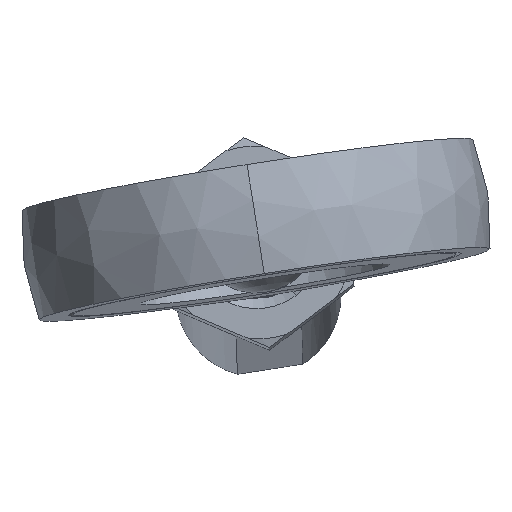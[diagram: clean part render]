
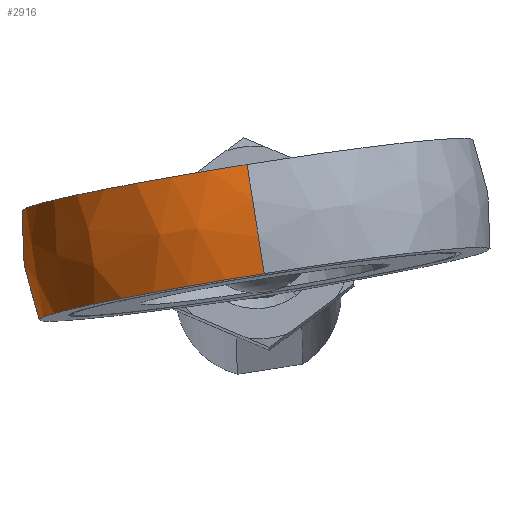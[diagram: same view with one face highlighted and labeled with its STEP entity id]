
A CAD part, front view. The second image highlights one B-rep face of the part: STEP entity #2916.
In plain terms, the highlighted free-form (B-spline) face has degree [3, 3] with [4, 4] control points.
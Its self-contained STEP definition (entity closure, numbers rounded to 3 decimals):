
#175 = CARTESIAN_POINT ( 'NONE',  ( 10.636, 0.594, 8.581 ) ) ;
#206 = EDGE_CURVE ( 'NONE', #6174, #5150, #1992, .T. ) ;
#316 = CARTESIAN_POINT ( 'NONE',  ( -0.239, 1.986, 0. ) ) ;
#782 = AXIS2_PLACEMENT_3D ( 'NONE', #925, #1868, #3476 ) ;
#853 = CARTESIAN_POINT ( 'NONE',  ( 0.239, -1.986, 8.261 ) ) ;
#925 = CARTESIAN_POINT ( 'NONE',  ( 0.239, -1.986, 0. ) ) ;
#1016 = CARTESIAN_POINT ( 'NONE',  ( 13.386, 2.294, -1.638 ) ) ;
#1068 = CARTESIAN_POINT ( 'NONE',  ( 4.879, 0.587, -6.936 ) ) ;
#1076 = FACE_OUTER_BOUND ( 'NONE', #4954, .T. ) ;
#1083 = ORIENTED_EDGE ( 'NONE', *, *, #2645, .T. ) ;
#1132 = CARTESIAN_POINT ( 'NONE',  ( 13.204, -0.427, -1.577 ) ) ;
#1210 = VERTEX_POINT ( 'NONE', #5087 ) ;
#1229 = CARTESIAN_POINT ( 'NONE',  ( 4.217, 2.521, -6.936 ) ) ;
#1261 = DIRECTION ( 'NONE',  ( 0.993, 0.119, 0. ) ) ;
#1417 = EDGE_CURVE ( 'NONE', #5125, #1210, #5716, .T. ) ;
#1500 = AXIS2_PLACEMENT_3D ( 'NONE', #316, #3780, #5750 ) ;
#1868 = DIRECTION ( 'NONE',  ( -0.119, 0.993, 0. ) ) ;
#1893 = ORIENTED_EDGE ( 'NONE', *, *, #206, .T. ) ;
#1940 =( BOUNDED_SURFACE ( )  B_SPLINE_SURFACE ( 3, 3, ( 
 ( #4083, #3671, #3609, #4617 ),
 ( #2545, #6119, #1016, #5668 ),
 ( #5183, #175, #2182, #2051 ),
 ( #4587, #3701, #1132, #3053 ) ),
 .UNSPECIFIED., .F., .F., .T. ) 
 B_SPLINE_SURFACE_WITH_KNOTS ( ( 4, 4 ),
 ( 4, 4 ),
 ( 0., 1. ),
 ( 0., 1. ),
 .UNSPECIFIED. ) 
 GEOMETRIC_REPRESENTATION_ITEM ( )  RATIONAL_B_SPLINE_SURFACE ( (
 ( 1., 0.517, 0.517, 1.),
 ( 0.981, 0.508, 0.508, 0.981),
 ( 0.981, 0.508, 0.508, 0.981),
 ( 1., 0.517, 0.517, 1.) ) ) 
 REPRESENTATION_ITEM ( '' )  SURFACE ( )  );
#1992 = CIRCLE ( 'NONE', #5493, 4.914 ) ;
#2051 = CARTESIAN_POINT ( 'NONE',  ( 4.599, -0.131, -7.275 ) ) ;
#2182 = CARTESIAN_POINT ( 'NONE',  ( 13.548, 0.945, -1.638 ) ) ;
#2274 = ORIENTED_EDGE ( 'NONE', *, *, #1417, .T. ) ;
#2545 = CARTESIAN_POINT ( 'NONE',  ( -0.081, 0.675, 8.581 ) ) ;
#2645 = EDGE_CURVE ( 'NONE', #4246, #5125, #2789, .T. ) ;
#2744 = EDGE_CURVE ( 'NONE', #5150, #4246, #4784, .T. ) ;
#2789 = CIRCLE ( 'NONE', #4673, 8.5 ) ;
#2916 = ADVANCED_FACE ( 'NONE', ( #1076 ), #1940, .T. ) ;
#3053 = CARTESIAN_POINT ( 'NONE',  ( 4.588, -1.463, -7.004 ) ) ;
#3282 = DIRECTION ( 'NONE',  ( 0., 0., 1. ) ) ;
#3334 = CIRCLE ( 'NONE', #4689, 4.914 ) ;
#3476 = DIRECTION ( 'NONE',  ( -0.993, -0.119, 0. ) ) ;
#3593 = DIRECTION ( 'NONE',  ( 0.993, 0.119, 0. ) ) ;
#3609 = CARTESIAN_POINT ( 'NONE',  ( 12.726, 3.544, -1.577 ) ) ;
#3615 = DIRECTION ( 'NONE',  ( 0.993, 0.119, 0. ) ) ;
#3671 = CARTESIAN_POINT ( 'NONE',  ( 9.923, 3.207, 8.261 ) ) ;
#3701 = CARTESIAN_POINT ( 'NONE',  ( 10.401, -0.764, 8.261 ) ) ;
#3780 = DIRECTION ( 'NONE',  ( 0.119, -0.993, 0. ) ) ;
#4065 = DIRECTION ( 'NONE',  ( -0.119, 0.993, 0. ) ) ;
#4083 = CARTESIAN_POINT ( 'NONE',  ( -0.239, 1.986, 8.261 ) ) ;
#4125 = CARTESIAN_POINT ( 'NONE',  ( 0., 0., 0. ) ) ;
#4246 = VERTEX_POINT ( 'NONE', #6201 ) ;
#4324 = ORIENTED_EDGE ( 'NONE', *, *, #2744, .T. ) ;
#4353 = CARTESIAN_POINT ( 'NONE',  ( 0., 0., -6.936 ) ) ;
#4587 = CARTESIAN_POINT ( 'NONE',  ( 0.239, -1.986, 8.261 ) ) ;
#4617 = CARTESIAN_POINT ( 'NONE',  ( 4.111, 2.509, -7.004 ) ) ;
#4673 = AXIS2_PLACEMENT_3D ( 'NONE', #4125, #3615, #4065 ) ;
#4689 = AXIS2_PLACEMENT_3D ( 'NONE', #4353, #3282, #1261 ) ;
#4784 = CIRCLE ( 'NONE', #1500, 8.261 ) ;
#4954 = EDGE_LOOP ( 'NONE', ( #4324, #1083, #2274, #5758, #1893 ) ) ;
#5087 = CARTESIAN_POINT ( 'NONE',  ( 4.695, -1.45, -6.936 ) ) ;
#5125 = VERTEX_POINT ( 'NONE', #853 ) ;
#5147 = EDGE_CURVE ( 'NONE', #1210, #6174, #3334, .T. ) ;
#5150 = VERTEX_POINT ( 'NONE', #1229 ) ;
#5183 = CARTESIAN_POINT ( 'NONE',  ( 0.081, -0.675, 8.581 ) ) ;
#5493 = AXIS2_PLACEMENT_3D ( 'NONE', #5539, #6105, #3593 ) ;
#5539 = CARTESIAN_POINT ( 'NONE',  ( 0., 0., -6.936 ) ) ;
#5668 = CARTESIAN_POINT ( 'NONE',  ( 4.437, 1.218, -7.275 ) ) ;
#5716 = CIRCLE ( 'NONE', #782, 8.261 ) ;
#5750 = DIRECTION ( 'NONE',  ( -0.993, -0.119, 0. ) ) ;
#5758 = ORIENTED_EDGE ( 'NONE', *, *, #5147, .T. ) ;
#6105 = DIRECTION ( 'NONE',  ( 0., 0., 1. ) ) ;
#6119 = CARTESIAN_POINT ( 'NONE',  ( 10.474, 1.944, 8.581 ) ) ;
#6174 = VERTEX_POINT ( 'NONE', #1068 ) ;
#6201 = CARTESIAN_POINT ( 'NONE',  ( -0.239, 1.986, 8.261 ) ) ;
